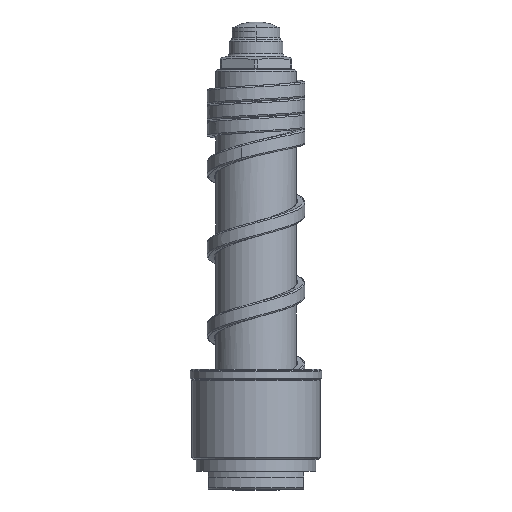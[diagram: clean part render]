
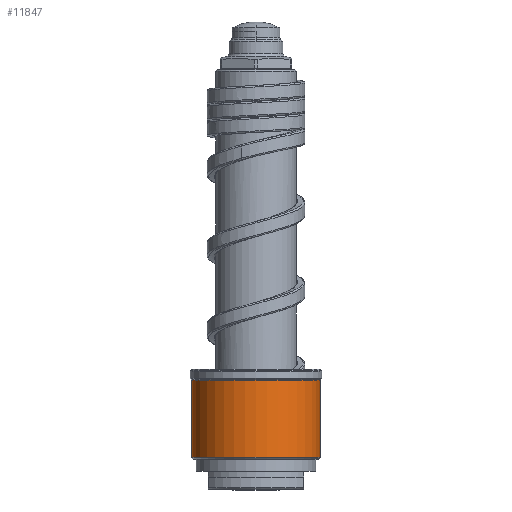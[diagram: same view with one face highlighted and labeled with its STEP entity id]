
A CAD part, front view. The second image highlights one B-rep face of the part: STEP entity #11847.
In plain terms, the highlighted cylindrical face has radius 21.5 mm (diameter 43 mm), a partial arc.
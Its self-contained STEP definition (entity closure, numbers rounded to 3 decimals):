
#3390=CARTESIAN_POINT('',(0.,0.,10.583));
#3391=DIRECTION('',(0.,0.,1.));
#3392=DIRECTION('',(-1.,0.,0.));
#3393=AXIS2_PLACEMENT_3D('',#3390,#3391,#3392);
#3395=DIRECTION('',(0.,0.,-1.));
#3396=VECTOR('',#3395,25.834);
#3397=CARTESIAN_POINT('',(-21.5,0.,36.417));
#3398=LINE('',#3397,#3396);
#3399=CARTESIAN_POINT('',(0.,0.,36.417));
#3400=DIRECTION('',(0.,0.,1.));
#3401=DIRECTION('',(-1.,0.,0.));
#3402=AXIS2_PLACEMENT_3D('',#3399,#3400,#3401);
#3404=DIRECTION('',(0.,0.,-1.));
#3405=VECTOR('',#3404,25.834);
#3406=CARTESIAN_POINT('',(21.5,0.,36.417));
#3407=LINE('',#3406,#3405);
#6883=CARTESIAN_POINT('',(21.5,0.,36.417));
#6884=CARTESIAN_POINT('',(-21.5,0.,36.417));
#6885=VERTEX_POINT('',#6883);
#6886=VERTEX_POINT('',#6884);
#6909=CARTESIAN_POINT('',(21.5,0.,10.583));
#6910=VERTEX_POINT('',#6909);
#6911=CARTESIAN_POINT('',(-21.5,0.,10.583));
#6912=VERTEX_POINT('',#6911);
#11835=CARTESIAN_POINT('',(0.,0.,8.5));
#11836=DIRECTION('',(0.,0.,1.));
#11837=DIRECTION('',(-1.,0.,0.));
#11838=AXIS2_PLACEMENT_3D('',#11835,#11836,#11837);
#11839=CYLINDRICAL_SURFACE('',#11838,21.5);
#11840=ORIENTED_EDGE('',*,*,#9772,.F.);
#11841=ORIENTED_EDGE('',*,*,#9753,.F.);
#11843=ORIENTED_EDGE('',*,*,#11842,.T.);
#11844=ORIENTED_EDGE('',*,*,#9749,.T.);
#11845=EDGE_LOOP('',(#11840,#11841,#11843,#11844));
#11846=FACE_OUTER_BOUND('',#11845,.F.);
#3394=CIRCLE('',#3393,21.5);
#3403=CIRCLE('',#3402,21.5);
#9749=EDGE_CURVE('',#6885,#6910,#3407,.T.);
#9753=EDGE_CURVE('',#6886,#6912,#3398,.T.);
#9772=EDGE_CURVE('',#6912,#6910,#3394,.T.);
#11842=EDGE_CURVE('',#6886,#6885,#3403,.T.);
#11847=ADVANCED_FACE('',(#11846),#11839,.T.);
